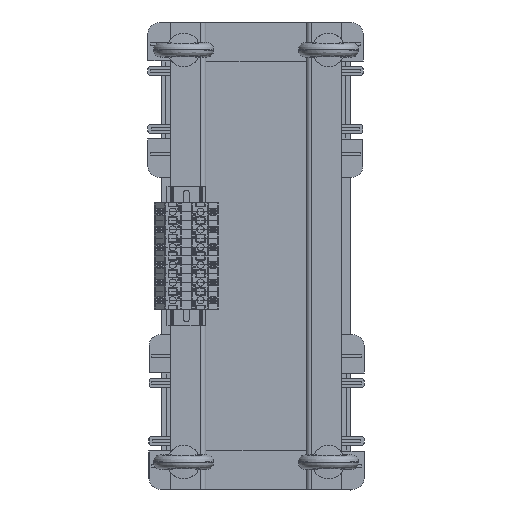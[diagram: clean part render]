
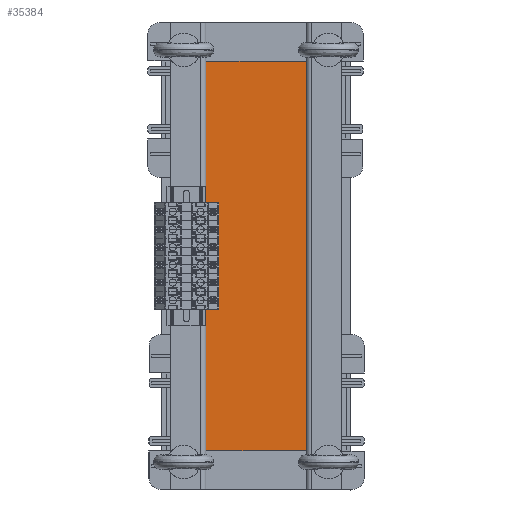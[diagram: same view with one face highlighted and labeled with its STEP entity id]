
A CAD part, left-side view. The second image highlights one B-rep face of the part: STEP entity #35384.
In plain terms, the highlighted planar face has unit normal (-1, 0, 0).
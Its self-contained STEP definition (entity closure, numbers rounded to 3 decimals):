
#4373=FACE_OUTER_BOUND('',#6387,.T.);
#6387=EDGE_LOOP('',(#23948,#23949,#23950,#23951));
#8484=LINE('',#51582,#12007);
#8492=LINE('',#51597,#12015);
#8493=LINE('',#51599,#12016);
#8494=LINE('',#51600,#12017);
#12007=VECTOR('',#41237,10.);
#12015=VECTOR('',#41249,10.);
#12016=VECTOR('',#41252,10.);
#12017=VECTOR('',#41253,10.);
#15528=VERTEX_POINT('',#51579);
#15529=VERTEX_POINT('',#51581);
#15533=VERTEX_POINT('',#51593);
#15534=VERTEX_POINT('',#51595);
#18766=EDGE_CURVE('',#15528,#15529,#8484,.T.);
#18774=EDGE_CURVE('',#15533,#15534,#8492,.T.);
#18775=EDGE_CURVE('',#15528,#15533,#8493,.T.);
#18776=EDGE_CURVE('',#15529,#15534,#8494,.T.);
#23948=ORIENTED_EDGE('',*,*,#18775,.T.);
#23949=ORIENTED_EDGE('',*,*,#18774,.T.);
#23950=ORIENTED_EDGE('',*,*,#18776,.F.);
#23951=ORIENTED_EDGE('',*,*,#18766,.F.);
#34205=PLANE('',#37769);
#35384=ADVANCED_FACE('',(#4373),#34205,.T.);
#37769=AXIS2_PLACEMENT_3D('',#51598,#41250,#41251);
#41237=DIRECTION('',(0.,1.,0.));
#41249=DIRECTION('',(0.,1.,0.));
#41250=DIRECTION('center_axis',(-1.,0.,0.));
#41251=DIRECTION('ref_axis',(0.,0.,1.));
#41252=DIRECTION('',(0.,0.,1.));
#41253=DIRECTION('',(0.,0.,1.));
#51579=CARTESIAN_POINT('',(-350.,0.,0.));
#51581=CARTESIAN_POINT('',(-350.,90.,0.));
#51582=CARTESIAN_POINT('',(-350.,0.,0.));
#51593=CARTESIAN_POINT('',(-350.,0.,350.));
#51595=CARTESIAN_POINT('',(-350.,90.,350.));
#51597=CARTESIAN_POINT('',(-350.,0.,350.));
#51598=CARTESIAN_POINT('Origin',(-350.,0.,0.));
#51599=CARTESIAN_POINT('',(-350.,0.,0.));
#51600=CARTESIAN_POINT('',(-350.,90.,0.));
